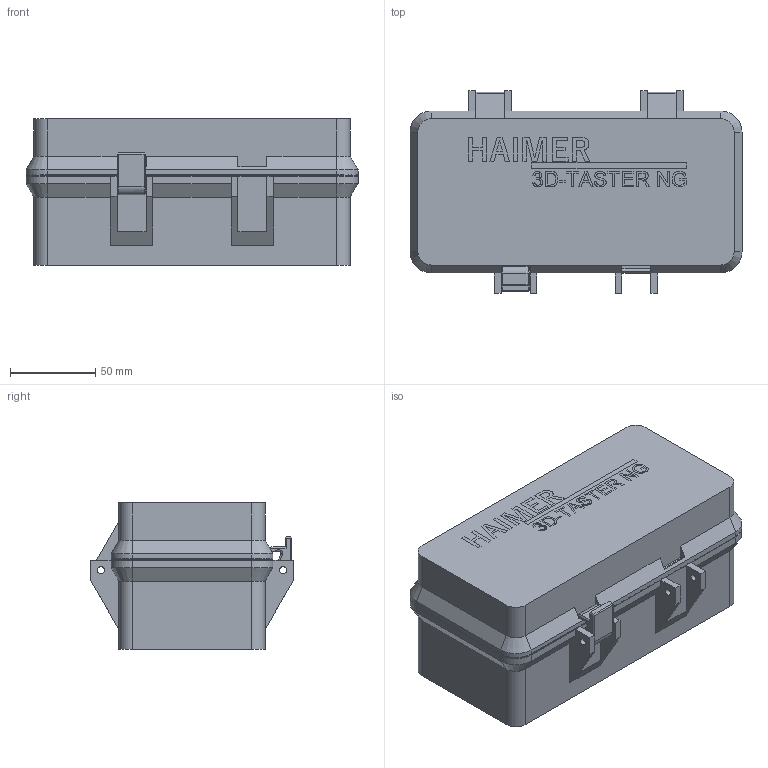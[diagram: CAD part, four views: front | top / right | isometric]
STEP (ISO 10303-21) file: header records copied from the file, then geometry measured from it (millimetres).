
FILE_DESCRIPTION (( 'STEP AP214' ), '1' );
FILE_NAME ('Haimer Printable.STEP', '2024-12-26T10:33:50', ( '' ), ( '' ), 'SwSTEP 2.0', 'SolidWorks 2020', '' );
FILE_SCHEMA (( 'AUTOMOTIVE_DESIGN' ));
Length unit declared in the file: millimetre
Products named in the file (1): Haimer Printable
Bounding box: 195.2 x 119.2 x 86 mm (x, y, z)
Volume: 285959 mm3; surface area: 182715.3 mm2
Topology: 4 solids, 4 shells, 731 faces, 1955 edges, 1284 vertices
Faces by surface type: plane 504, bspline 138, cylinder 73, cone 16
Entity records: 29322 total; most frequent: CARTESIAN_POINT 11796, ORIENTED_EDGE 3910, DIRECTION 3011, EDGE_CURVE 1955, VECTOR 1513, LINE 1513, VERTEX_POINT 1284, EDGE_LOOP 805
